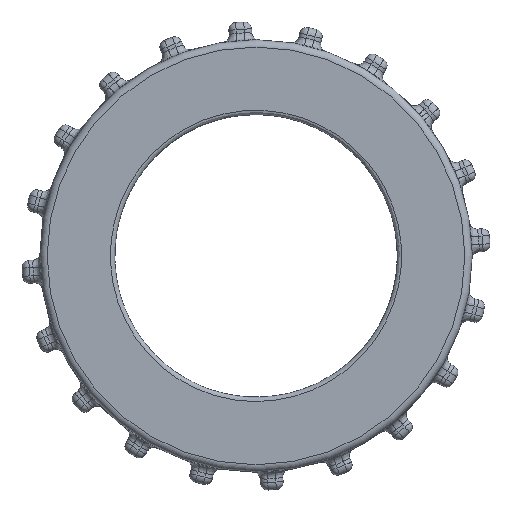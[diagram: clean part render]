
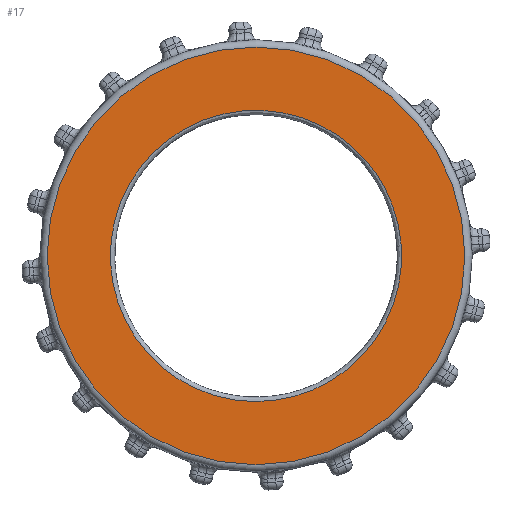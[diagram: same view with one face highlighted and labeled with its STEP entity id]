
A CAD part, top view. The second image highlights one B-rep face of the part: STEP entity #17.
In plain terms, the highlighted planar face has unit normal (0, 0, 1).
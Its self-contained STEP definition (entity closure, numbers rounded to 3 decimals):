
#17 = ADVANCED_FACE('',(#18,#143),#47,.F.);
#18 = FACE_BOUND('',#19,.T.);
#19 = EDGE_LOOP('',(#20));
#20 = ORIENTED_EDGE('',*,*,#21,.F.);
#21 = EDGE_CURVE('',#22,#22,#24,.T.);
#22 = VERTEX_POINT('',#23);
#23 = CARTESIAN_POINT('',(12.287,10.31,18.5));
#24 = SURFACE_CURVE('',#25,(#46,#75),.PCURVE_S1.);
#25 = ( BOUNDED_CURVE() B_SPLINE_CURVE(10,(#26,#27,#28,#29,#30,#31,#32,
    #33,#34,#35,#36,#37,#38,#39,#40,#41,#42,#43,#44,#45),.UNSPECIFIED.,
.T.,.F.) B_SPLINE_CURVE_WITH_KNOTS((11,9,11),(0.,47.929,
95.857),.UNSPECIFIED.) CURVE() GEOMETRIC_REPRESENTATION_ITEM() 
RATIONAL_B_SPLINE_CURVE((1.,1.,1.,1.,1.,1.,1.,1.,1.,1.,1.,1.,1.,1.,1.,1.
,1.,1.,1.,1.)) REPRESENTATION_ITEM('') );
#26 = CARTESIAN_POINT('',(12.287,10.31,18.5));
#27 = CARTESIAN_POINT('',(9.095,14.114,18.5));
#28 = CARTESIAN_POINT('',(4.545,16.877,18.5));
#29 = CARTESIAN_POINT('',(-0.972,18.004,18.5));
#30 = CARTESIAN_POINT('',(-6.749,17.077,18.5));
#31 = CARTESIAN_POINT('',(-11.859,14.126,18.5));
#32 = CARTESIAN_POINT('',(-15.62,9.602,18.5));
#33 = CARTESIAN_POINT('',(-17.517,4.131,18.5));
#34 = CARTESIAN_POINT('',(-17.417,-1.459,18.5));
#35 = CARTESIAN_POINT('',(-15.525,-6.45,18.5));
#36 = CARTESIAN_POINT('',(-9.048,-14.17,18.5));
#37 = CARTESIAN_POINT('',(-4.461,-16.899,18.5));
#38 = CARTESIAN_POINT('',(1.027,-17.968,18.5));
#39 = CARTESIAN_POINT('',(6.744,-17.05,18.5));
#40 = CARTESIAN_POINT('',(11.852,-14.131,18.5));
#41 = CARTESIAN_POINT('',(15.646,-9.612,18.5));
#42 = CARTESIAN_POINT('',(17.561,-4.084,18.5));
#43 = CARTESIAN_POINT('',(17.41,1.546,18.5));
#44 = CARTESIAN_POINT('',(15.479,6.506,18.5));
#45 = CARTESIAN_POINT('',(12.287,10.31,18.5));
#46 = PCURVE('',#47,#52);
#47 = PLANE('',#48);
#48 = AXIS2_PLACEMENT_3D('',#49,#50,#51);
#49 = CARTESIAN_POINT('',(0.,0.,18.5));
#50 = DIRECTION('',(0.,0.,-1.));
#51 = DIRECTION('',(-0.766,-0.643,0.));
#52 = DEFINITIONAL_REPRESENTATION('',(#53),#74);
#53 = ( BOUNDED_CURVE() B_SPLINE_CURVE(10,(#54,#55,#56,#57,#58,#59,#60,
    #61,#62,#63,#64,#65,#66,#67,#68,#69,#70,#71,#72,#73),.UNSPECIFIED.,
.T.,.F.) B_SPLINE_CURVE_WITH_KNOTS((11,9,11),(0.,47.929,
95.857),.UNSPECIFIED.) CURVE() GEOMETRIC_REPRESENTATION_ITEM() 
RATIONAL_B_SPLINE_CURVE((1.,1.,1.,1.,1.,1.,1.,1.,1.,1.,1.,1.,1.,1.,1.,1.
,1.,1.,1.,1.)) REPRESENTATION_ITEM('') );
#54 = CARTESIAN_POINT('',(-16.039,0.));
#55 = CARTESIAN_POINT('',(-16.039,4.966));
#56 = CARTESIAN_POINT('',(-14.33,10.007));
#57 = CARTESIAN_POINT('',(-10.828,14.416));
#58 = CARTESIAN_POINT('',(-5.807,17.42));
#59 = CARTESIAN_POINT('',(0.004,18.444));
#60 = CARTESIAN_POINT('',(5.793,17.396));
#61 = CARTESIAN_POINT('',(10.763,14.425));
#62 = CARTESIAN_POINT('',(14.28,10.078));
#63 = CARTESIAN_POINT('',(16.039,5.039));
#64 = CARTESIAN_POINT('',(16.039,-5.039));
#65 = CARTESIAN_POINT('',(14.28,-10.078));
#66 = CARTESIAN_POINT('',(10.763,-14.425));
#67 = CARTESIAN_POINT('',(5.793,-17.396));
#68 = CARTESIAN_POINT('',(0.004,-18.444));
#69 = CARTESIAN_POINT('',(-5.807,-17.42));
#70 = CARTESIAN_POINT('',(-10.828,-14.416));
#71 = CARTESIAN_POINT('',(-14.33,-10.007));
#72 = CARTESIAN_POINT('',(-16.039,-4.966));
#73 = CARTESIAN_POINT('',(-16.039,0.));
#74 = ( GEOMETRIC_REPRESENTATION_CONTEXT(2) 
PARAMETRIC_REPRESENTATION_CONTEXT() REPRESENTATION_CONTEXT('2D SPACE',''
  ) );
#75 = PCURVE('',#76,#137);
#76 = ( BOUNDED_SURFACE() B_SPLINE_SURFACE(2,10,(
    (#77,#78,#79,#80,#81,#82,#83,#84,#85,#86,#87,#88,#89,#90,#91,#92,#93
      ,#94,#95,#96)
    ,(#97,#98,#99,#100,#101,#102,#103,#104,#105,#106,#107,#108,#109,#110
      ,#111,#112,#113,#114,#115,#116)
    ,(#117,#118,#119,#120,#121,#122,#123,#124,#125,#126,#127,#128,#129
      ,#130,#131,#132,#133,#134,#135,#136
)),.UNSPECIFIED.,.F.,.T.,.F.) B_SPLINE_SURFACE_WITH_KNOTS((3,3),(11,9,11
    ),(0.,95.857),(0.,47.929,95.857),
.UNSPECIFIED.) GEOMETRIC_REPRESENTATION_ITEM() RATIONAL_B_SPLINE_SURFACE
((
    (1.,1.,1.,1.,1.,1.,1.,1.,1.,1.,1.,1.,1.,1.,1.,1.,1.,1.,1.,1.)
    ,(0.548,0.548,0.548,0.548
      ,0.548,0.548,0.548,0.548
      ,0.548,0.548,0.548,0.548
      ,0.548,0.548,0.548,0.548
      ,0.548,0.548,0.548,0.548)
    ,(1.,1.,1.,1.,1.,1.,1.,1.,1.,1.,1.,1.,1.,1.,1.,1.,1.,1.,1.,1.
))) REPRESENTATION_ITEM('') SURFACE() );
#77 = CARTESIAN_POINT('',(12.287,10.31,18.5));
#78 = CARTESIAN_POINT('',(9.095,14.114,18.5));
#79 = CARTESIAN_POINT('',(4.545,16.877,18.5));
#80 = CARTESIAN_POINT('',(-0.972,18.004,18.5));
#81 = CARTESIAN_POINT('',(-6.749,17.077,18.5));
#82 = CARTESIAN_POINT('',(-11.859,14.126,18.5));
#83 = CARTESIAN_POINT('',(-15.62,9.602,18.5));
#84 = CARTESIAN_POINT('',(-17.517,4.131,18.5));
#85 = CARTESIAN_POINT('',(-17.417,-1.459,18.5));
#86 = CARTESIAN_POINT('',(-15.525,-6.45,18.5));
#87 = CARTESIAN_POINT('',(-9.048,-14.17,18.5));
#88 = CARTESIAN_POINT('',(-4.461,-16.899,18.5));
#89 = CARTESIAN_POINT('',(1.027,-17.968,18.5));
#90 = CARTESIAN_POINT('',(6.744,-17.05,18.5));
#91 = CARTESIAN_POINT('',(11.852,-14.131,18.5));
#92 = CARTESIAN_POINT('',(15.646,-9.612,18.5));
#93 = CARTESIAN_POINT('',(17.561,-4.084,18.5));
#94 = CARTESIAN_POINT('',(17.41,1.546,18.5));
#95 = CARTESIAN_POINT('',(15.479,6.506,18.5));
#96 = CARTESIAN_POINT('',(12.287,10.31,18.5));
#97 = CARTESIAN_POINT('',(11.702,9.819,18.5));
#98 = CARTESIAN_POINT('',(8.661,13.442,18.5));
#99 = CARTESIAN_POINT('',(4.329,16.074,18.5));
#100 = CARTESIAN_POINT('',(-0.926,17.146,18.5));
#101 = CARTESIAN_POINT('',(-6.428,16.264,18.5));
#102 = CARTESIAN_POINT('',(-11.294,13.453,18.5));
#103 = CARTESIAN_POINT('',(-14.876,9.145,
    18.5));
#104 = CARTESIAN_POINT('',(-16.683,3.935,18.5));
#105 = CARTESIAN_POINT('',(-16.588,-1.39,18.5));
#106 = CARTESIAN_POINT('',(-14.786,-6.143,18.5));
#107 = CARTESIAN_POINT('',(-8.617,-13.495,18.5));
#108 = CARTESIAN_POINT('',(-4.249,-16.094,
    18.5));
#109 = CARTESIAN_POINT('',(0.978,-17.113,18.5));
#110 = CARTESIAN_POINT('',(6.423,-16.238,18.5
    ));
#111 = CARTESIAN_POINT('',(11.288,-13.458,18.5));
#112 = CARTESIAN_POINT('',(14.901,-9.154,
    18.5));
#113 = CARTESIAN_POINT('',(16.725,-3.889,18.5));
#114 = CARTESIAN_POINT('',(16.581,1.472,18.5));
#115 = CARTESIAN_POINT('',(14.742,6.196,18.5));
#116 = CARTESIAN_POINT('',(11.702,9.819,18.5));
#117 = CARTESIAN_POINT('',(11.936,10.015,17.8));
#118 = CARTESIAN_POINT('',(8.835,13.711,17.8));
#119 = CARTESIAN_POINT('',(4.415,16.395,17.8));
#120 = CARTESIAN_POINT('',(-0.944,17.489,17.8));
#121 = CARTESIAN_POINT('',(-6.556,16.589,17.8));
#122 = CARTESIAN_POINT('',(-11.52,13.722,17.8));
#123 = CARTESIAN_POINT('',(-15.173,9.328,
    17.8));
#124 = CARTESIAN_POINT('',(-17.017,4.013,17.8));
#125 = CARTESIAN_POINT('',(-16.919,-1.417,17.8));
#126 = CARTESIAN_POINT('',(-15.082,-6.265,17.8));
#127 = CARTESIAN_POINT('',(-8.789,-13.765,17.8));
#128 = CARTESIAN_POINT('',(-4.334,-16.416,17.8));
#129 = CARTESIAN_POINT('',(0.998,-17.455,17.8));
#130 = CARTESIAN_POINT('',(6.551,-16.563,17.8));
#131 = CARTESIAN_POINT('',(11.514,-13.728,17.8));
#132 = CARTESIAN_POINT('',(15.199,-9.338,17.8));
#133 = CARTESIAN_POINT('',(17.06,-3.967,17.8));
#134 = CARTESIAN_POINT('',(16.913,1.501,17.8));
#135 = CARTESIAN_POINT('',(15.036,6.32,17.8));
#136 = CARTESIAN_POINT('',(11.936,10.015,17.8));
#137 = DEFINITIONAL_REPRESENTATION('',(#138),#142);
#138 = LINE('',#139,#140);
#139 = CARTESIAN_POINT('',(0.,0.));
#140 = VECTOR('',#141,1.);
#141 = DIRECTION('',(0.,1.));
#142 = ( GEOMETRIC_REPRESENTATION_CONTEXT(2) 
PARAMETRIC_REPRESENTATION_CONTEXT() REPRESENTATION_CONTEXT('2D SPACE',''
  ) );
#143 = FACE_BOUND('',#144,.T.);
#144 = EDGE_LOOP('',(#145));
#145 = ORIENTED_EDGE('',*,*,#146,.T.);
#146 = EDGE_CURVE('',#147,#147,#149,.T.);
#147 = VERTEX_POINT('',#148);
#148 = CARTESIAN_POINT('',(17.619,14.784,18.5));
#149 = SURFACE_CURVE('',#150,(#155,#166),.PCURVE_S1.);
#150 = CIRCLE('',#151,23.);
#151 = AXIS2_PLACEMENT_3D('',#152,#153,#154);
#152 = CARTESIAN_POINT('',(0.,0.,18.5)
  );
#153 = DIRECTION('',(0.,0.,1.));
#154 = DIRECTION('',(0.766,0.643,0.));
#155 = PCURVE('',#47,#156);
#156 = DEFINITIONAL_REPRESENTATION('',(#157),#165);
#157 = ( BOUNDED_CURVE() B_SPLINE_CURVE(2,(#158,#159,#160,#161,#162,#163
,#164),.UNSPECIFIED.,.T.,.F.) B_SPLINE_CURVE_WITH_KNOTS((1,2,2,2,2,1),(
    -2.094,0.,2.094,4.189,6.283,
8.378),.UNSPECIFIED.) CURVE() GEOMETRIC_REPRESENTATION_ITEM() 
RATIONAL_B_SPLINE_CURVE((1.,0.5,1.,0.5,1.,0.5,1.)) REPRESENTATION_ITEM(
  '') );
#158 = CARTESIAN_POINT('',(-23.,0.));
#159 = CARTESIAN_POINT('',(-23.,39.837));
#160 = CARTESIAN_POINT('',(11.5,19.919));
#161 = CARTESIAN_POINT('',(46.,0.));
#162 = CARTESIAN_POINT('',(11.5,-19.919));
#163 = CARTESIAN_POINT('',(-23.,-39.837));
#164 = CARTESIAN_POINT('',(-23.,0.));
#165 = ( GEOMETRIC_REPRESENTATION_CONTEXT(2) 
PARAMETRIC_REPRESENTATION_CONTEXT() REPRESENTATION_CONTEXT('2D SPACE',''
  ) );
#166 = PCURVE('',#167,#172);
#167 = TOROIDAL_SURFACE('',#168,23.,0.8);
#168 = AXIS2_PLACEMENT_3D('',#169,#170,#171);
#169 = CARTESIAN_POINT('',(0.,0.,17.7)
  );
#170 = DIRECTION('',(0.,0.,1.));
#171 = DIRECTION('',(0.766,0.643,0.));
#172 = DEFINITIONAL_REPRESENTATION('',(#173),#177);
#173 = LINE('',#174,#175);
#174 = CARTESIAN_POINT('',(0.,1.571));
#175 = VECTOR('',#176,1.);
#176 = DIRECTION('',(1.,0.));
#177 = ( GEOMETRIC_REPRESENTATION_CONTEXT(2) 
PARAMETRIC_REPRESENTATION_CONTEXT() REPRESENTATION_CONTEXT('2D SPACE',''
  ) );
